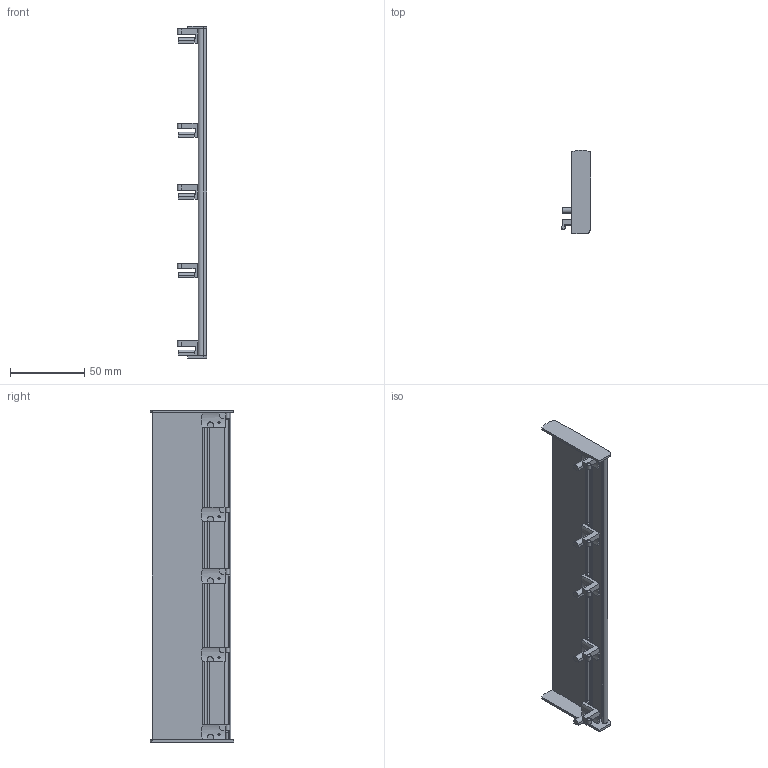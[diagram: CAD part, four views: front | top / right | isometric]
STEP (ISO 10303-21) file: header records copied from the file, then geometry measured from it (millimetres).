
FILE_DESCRIPTION(/* description */ ('STEP AP214'),/* implementation_level */ '2;1');
FILE_NAME(/* name */ '565589_ASCF-H-L2-21V',/* time_stamp */ '2024-08-05T14:36:23+02:00',/* author */ ('License CC BY-ND 4.0'),/* organization */ ('CADENAS'),/* preprocessor_version */ 'ST-DEVELOPER v19.3',/* originating_system */ 'PARTsolutions',/* authorisation */ ' ');
FILE_SCHEMA (('AUTOMOTIVE_DESIGN {1 0 10303 214 3 1 1}'));
Length unit declared in the file: millimetre
Products named in the file (5): 565589 ASCF-H-L2-21V; 565589 ASCF-H-L2-21V---(T); 739765 ASCF-H-L2---(H); 739766 ASCF-S-R---(S); 739765 ASCF-S-L---(S)
Assembly tree (8 placements, depth 2):
  565589 ASCF-H-L2-21V
    565589 ASCF-H-L2-21V---(T)
    739765 ASCF-H-L2---(H)  x5
    739766 ASCF-S-R---(S)
    739765 ASCF-S-L---(S)
Bounding box: 19.65 x 55.85 x 223.4 mm (x, y, z)
Volume: 30416 mm3; surface area: 54793 mm2
Topology: 8 solids, 8 shells, 183 faces, 495 edges, 330 vertices
Faces by surface type: plane 108, cylinder 75
Full cylindrical faces by diameter (mm): 1.4 x5, 2.7 x2
Entity records: 2474 total; most frequent: CARTESIAN_POINT 426, DIRECTION 418, ORIENTED_EDGE 384, EDGE_CURVE 192, AXIS2_PLACEMENT_3D 145, VERTEX_POINT 130, LINE 128, VECTOR 128
